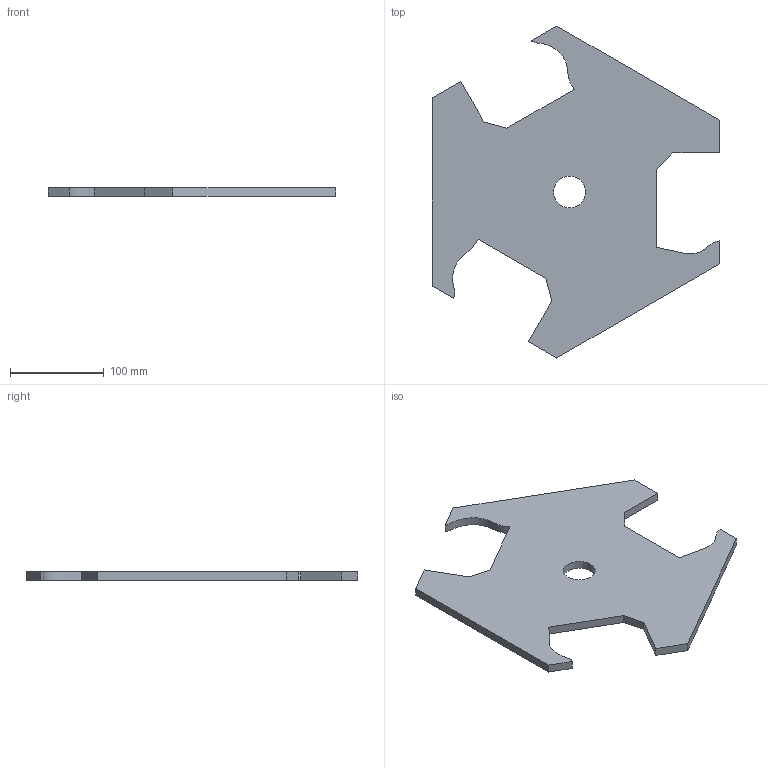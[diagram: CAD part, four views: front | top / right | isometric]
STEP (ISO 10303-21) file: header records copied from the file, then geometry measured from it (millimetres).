
FILE_DESCRIPTION(/* description */ (''),/* implementation_level */ '2;1');
FILE_NAME(/* name */ 'controller_plate.step',/* time_stamp */ '2024-06-17T22:04:25+02:00',/* author */ (''),/* organization */ (''),/* preprocessor_version */ 'ST-DEVELOPER v20',/* originating_system */ 'Autodesk Translation Framework v13.14.0.145',/* authorisation */ '');
FILE_SCHEMA (('AUTOMOTIVE_DESIGN { 1 0 10303 214 3 1 1 }'));
Length unit declared in the file: millimetre
Products named in the file (1): Controller Plate
Bounding box: 306.36 x 353.75 x 9 mm (x, y, z)
Volume: 535880.1 mm3; surface area: 133377.5 mm2
Topology: 1 solids, 1 shells, 24 faces, 66 edges, 44 vertices
Faces by surface type: plane 20, bspline 3, cylinder 1
Full cylindrical faces by diameter (mm): 34 x1
Entity records: 1057 total; most frequent: CARTESIAN_POINT 426, ORIENTED_EDGE 132, DIRECTION 106, EDGE_CURVE 66, LINE 58, VECTOR 58, VERTEX_POINT 44, EDGE_LOOP 26
